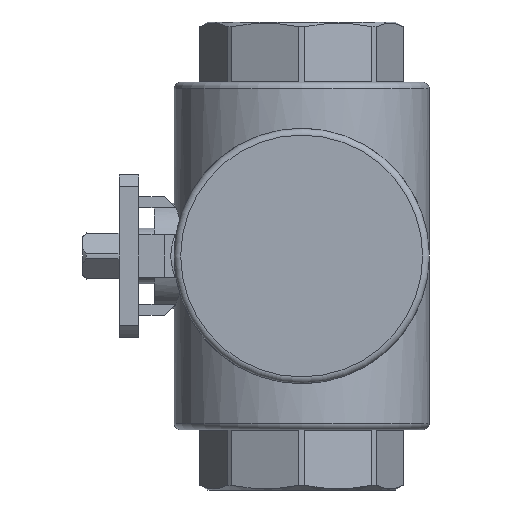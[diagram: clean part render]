
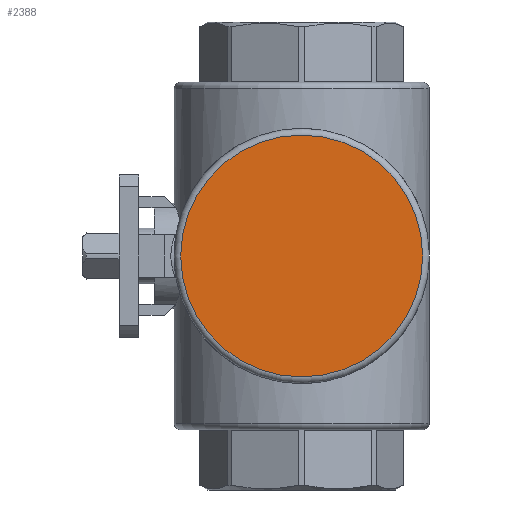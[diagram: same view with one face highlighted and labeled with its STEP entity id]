
A CAD part, left-side view. The second image highlights one B-rep face of the part: STEP entity #2388.
In plain terms, the highlighted planar face has unit normal (-1, 0, 0).
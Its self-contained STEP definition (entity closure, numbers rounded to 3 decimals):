
#38=PLANE('',#2611);
#730=ORIENTED_EDGE('',*,*,#1403,.T.);
#1403=EDGE_CURVE('',#1731,#1731,#1908,.T.);
#1731=VERTEX_POINT('',#3961);
#1908=CIRCLE('',#2612,36.75);
#2018=EDGE_LOOP('',(#730));
#2203=FACE_BOUND('',#2018,.T.);
#2388=ADVANCED_FACE('',(#2203),#38,.F.);
#2611=AXIS2_PLACEMENT_3D('',#3959,#3043,#3044);
#2612=AXIS2_PLACEMENT_3D('',#3960,#3045,#3046);
#3043=DIRECTION('',(1.,0.,0.));
#3044=DIRECTION('',(0.,1.,0.));
#3045=DIRECTION('',(-1.,0.,0.));
#3046=DIRECTION('',(0.,-1.,0.));
#3959=CARTESIAN_POINT('',(-43.,-36.75,0.));
#3960=CARTESIAN_POINT('',(-43.,0.,0.));
#3961=CARTESIAN_POINT('',(-43.,-36.75,0.));
